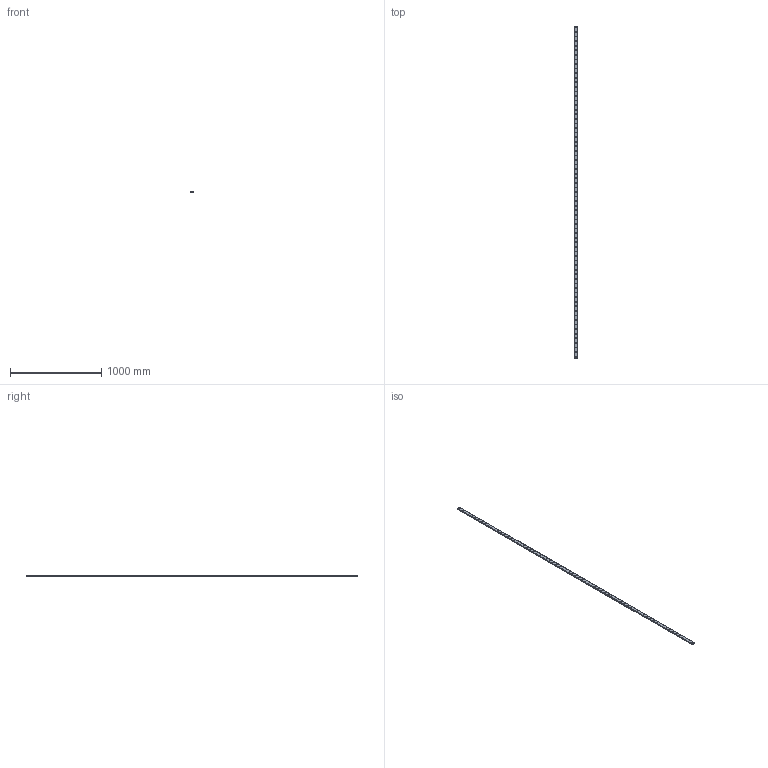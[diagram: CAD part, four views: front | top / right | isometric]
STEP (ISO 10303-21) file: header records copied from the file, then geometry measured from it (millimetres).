
FILE_DESCRIPTION(('STEP AP214'),'1');
FILE_NAME('cctmp_98933283-8FD3-49ED-9C5A-7B37EF8FB8C3_2021_03_03_11_24_18_0793..stp','2021-03-03T10:24:19',('HIWIN GmbH'),('CADClick - www.CADClick.com'),'Spatial InterOp 3D',' ','unknown authorization');
FILE_SCHEMA(('AUTOMOTIVE_DESIGN'));
Length unit declared in the file: millimetre
Products named in the file (1): WER21R3630H_FILE
Bounding box: 37 x 3630 x 11 mm (x, y, z)
Volume: 1344971.7 mm3; surface area: 392801.7 mm2
Topology: 1 solids, 1 shells, 1417 faces, 2919 edges, 1946 vertices
Faces by surface type: cylinder 894, plane 523
Entity records: 49701 total; most frequent: DIRECTION 7543, CARTESIAN_POINT 6283, ORIENTED_EDGE 5838, AXIS2_PLACEMENT_3D 3206, EDGE_CURVE 2919, VERTEX_POINT 1946, EDGE_LOOP 1859, CIRCLE 1788
